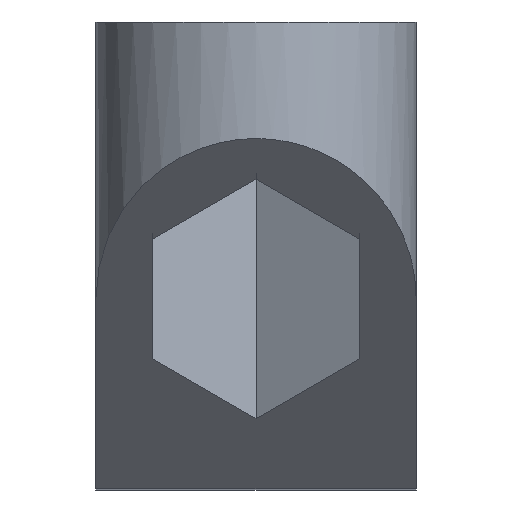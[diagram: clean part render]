
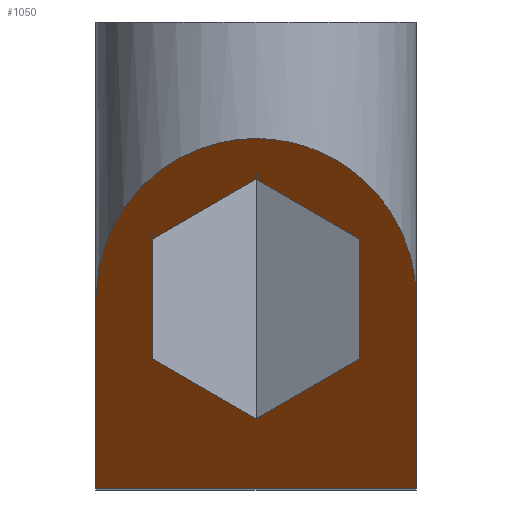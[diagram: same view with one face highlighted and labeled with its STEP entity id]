
A CAD part, top view. The second image highlights one B-rep face of the part: STEP entity #1050.
In plain terms, the highlighted planar face has unit normal (0, -0.707, 0.707).
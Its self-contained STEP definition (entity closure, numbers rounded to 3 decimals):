
#16=ELLIPSE('',#1129,7.778,5.5);
#24=FACE_BOUND('',#222,.T.);
#64=PLANE('',#1128);
#157=FACE_OUTER_BOUND('',#221,.T.);
#221=EDGE_LOOP('',(#949,#950,#951,#952));
#222=EDGE_LOOP('',(#953,#954,#955,#956,#957,#958));
#247=LINE('',#1643,#336);
#256=LINE('',#1683,#345);
#276=LINE('',#1932,#365);
#280=LINE('',#1940,#369);
#283=LINE('',#1946,#372);
#286=LINE('',#1952,#375);
#289=LINE('',#1958,#378);
#292=LINE('',#1963,#381);
#318=LINE('',#2207,#407);
#336=VECTOR('',#1176,10.);
#345=VECTOR('',#1197,10.);
#365=VECTOR('',#1245,10.);
#369=VECTOR('',#1251,10.);
#372=VECTOR('',#1256,10.);
#375=VECTOR('',#1261,10.);
#378=VECTOR('',#1266,10.);
#381=VECTOR('',#1271,10.);
#407=VECTOR('',#1369,10.);
#472=VERTEX_POINT('',#1640);
#473=VERTEX_POINT('',#1642);
#481=VERTEX_POINT('',#1680);
#482=VERTEX_POINT('',#1682);
#504=VERTEX_POINT('',#1930);
#505=VERTEX_POINT('',#1931);
#508=VERTEX_POINT('',#1939);
#510=VERTEX_POINT('',#1945);
#512=VERTEX_POINT('',#1951);
#514=VERTEX_POINT('',#1957);
#573=EDGE_CURVE('',#472,#473,#247,.T.);
#586=EDGE_CURVE('',#481,#482,#256,.T.);
#622=EDGE_CURVE('',#504,#505,#276,.T.);
#626=EDGE_CURVE('',#505,#508,#280,.T.);
#629=EDGE_CURVE('',#508,#510,#283,.T.);
#632=EDGE_CURVE('',#510,#512,#286,.T.);
#635=EDGE_CURVE('',#514,#504,#289,.T.);
#638=EDGE_CURVE('',#512,#514,#292,.T.);
#683=EDGE_CURVE('',#473,#481,#16,.T.);
#684=EDGE_CURVE('',#482,#472,#318,.T.);
#949=ORIENTED_EDGE('',*,*,#586,.F.);
#950=ORIENTED_EDGE('',*,*,#683,.F.);
#951=ORIENTED_EDGE('',*,*,#573,.F.);
#952=ORIENTED_EDGE('',*,*,#684,.F.);
#953=ORIENTED_EDGE('',*,*,#632,.T.);
#954=ORIENTED_EDGE('',*,*,#638,.T.);
#955=ORIENTED_EDGE('',*,*,#635,.T.);
#956=ORIENTED_EDGE('',*,*,#622,.T.);
#957=ORIENTED_EDGE('',*,*,#626,.T.);
#958=ORIENTED_EDGE('',*,*,#629,.T.);
#1050=ADVANCED_FACE('',(#157,#24),#64,.F.);
#1128=AXIS2_PLACEMENT_3D('',#2205,#1365,#1366);
#1129=AXIS2_PLACEMENT_3D('',#2206,#1367,#1368);
#1176=DIRECTION('',(0.,0.707,0.707));
#1197=DIRECTION('',(0.,-0.707,-0.707));
#1245=DIRECTION('',(-0.775,-0.447,-0.447));
#1251=DIRECTION('',(-0.775,0.447,0.447));
#1256=DIRECTION('',(0.,0.707,0.707));
#1261=DIRECTION('',(0.775,0.447,0.447));
#1266=DIRECTION('',(0.,-0.707,-0.707));
#1271=DIRECTION('',(0.775,-0.447,-0.447));
#1365=DIRECTION('center_axis',(0.,0.707,-0.707));
#1366=DIRECTION('ref_axis',(0.,0.707,0.707));
#1367=DIRECTION('center_axis',(0.,0.707,-0.707));
#1368=DIRECTION('ref_axis',(0.,-0.707,-0.707));
#1369=DIRECTION('',(-1.,0.,0.));
#1640=CARTESIAN_POINT('',(0.,-29.,30.));
#1642=CARTESIAN_POINT('',(0.,-22.5,36.5));
#1643=CARTESIAN_POINT('',(0.,-23.125,35.875));
#1680=CARTESIAN_POINT('',(11.,-22.5,36.5));
#1682=CARTESIAN_POINT('',(11.,-29.,30.));
#1683=CARTESIAN_POINT('',(11.,-33.125,25.875));
#1930=CARTESIAN_POINT('',(9.05,-24.55,34.45));
#1931=CARTESIAN_POINT('',(5.5,-26.599,32.401));
#1932=CARTESIAN_POINT('',(4.023,-27.452,31.548));
#1939=CARTESIAN_POINT('',(1.95,-24.55,34.45));
#1940=CARTESIAN_POINT('',(5.097,-26.367,32.633));
#1945=CARTESIAN_POINT('',(1.95,-20.45,38.55));
#1946=CARTESIAN_POINT('',(1.95,-27.887,31.113));
#1951=CARTESIAN_POINT('',(5.5,-18.401,40.599));
#1952=CARTESIAN_POINT('',(-3.077,-23.353,35.647));
#1957=CARTESIAN_POINT('',(9.05,-20.45,38.55));
#1958=CARTESIAN_POINT('',(9.05,-26.863,32.137));
#1963=CARTESIAN_POINT('',(9.357,-20.628,38.372));
#2205=CARTESIAN_POINT('Origin',(0.,-29.,30.));
#2206=CARTESIAN_POINT('Origin',(5.5,-22.5,36.5));
#2207=CARTESIAN_POINT('',(2.75,-29.,30.));
